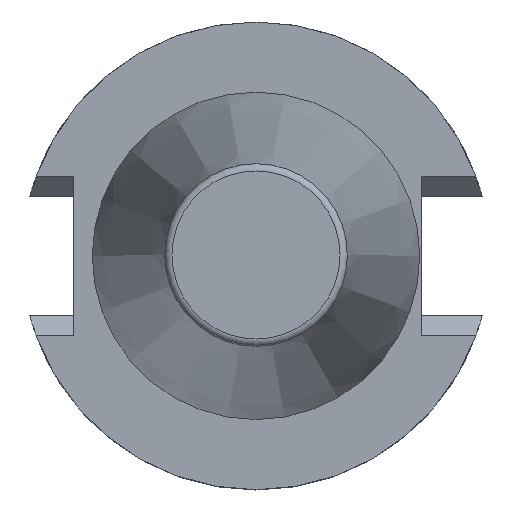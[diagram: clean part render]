
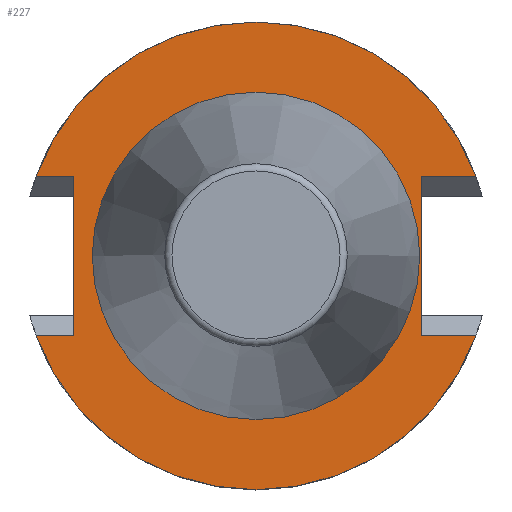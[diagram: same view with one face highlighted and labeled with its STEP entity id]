
A CAD part, top view. The second image highlights one B-rep face of the part: STEP entity #227.
In plain terms, the highlighted planar face has unit normal (0, 0, 1).
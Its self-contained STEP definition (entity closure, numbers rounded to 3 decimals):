
#50=PLANE('',#807);
#107=LINE('',#1223,#152);
#110=LINE('',#1228,#155);
#112=LINE('',#1232,#157);
#113=LINE('',#1234,#158);
#124=LINE('',#1255,#169);
#125=LINE('',#1257,#170);
#152=VECTOR('',#961,1.);
#155=VECTOR('',#966,1.);
#157=VECTOR('',#970,1.);
#158=VECTOR('',#973,1.);
#169=VECTOR('',#992,1.);
#170=VECTOR('',#995,1.);
#227=ADVANCED_FACE('CU_FL_SU_5',(#261,#262),#50,.F.);
#261=FACE_BOUND('',#318,.T.);
#262=FACE_BOUND('',#319,.T.);
#318=EDGE_LOOP('',(#493));
#319=EDGE_LOOP('',(#494,#495,#496,#497,#498,#499,#500,#501));
#493=ORIENTED_EDGE('',*,*,#673,.F.);
#494=ORIENTED_EDGE('',*,*,#671,.T.);
#495=ORIENTED_EDGE('',*,*,#672,.T.);
#496=ORIENTED_EDGE('',*,*,#660,.T.);
#497=ORIENTED_EDGE('',*,*,#601,.F.);
#498=ORIENTED_EDGE('',*,*,#659,.F.);
#499=ORIENTED_EDGE('',*,*,#657,.F.);
#500=ORIENTED_EDGE('',*,*,#654,.F.);
#501=ORIENTED_EDGE('',*,*,#651,.F.);
#534=VERTEX_POINT('',#1078);
#536=VERTEX_POINT('',#1081);
#572=VERTEX_POINT('',#1217);
#573=VERTEX_POINT('',#1219);
#574=VERTEX_POINT('',#1224);
#575=VERTEX_POINT('',#1229);
#576=VERTEX_POINT('',#1235);
#581=VERTEX_POINT('',#1254);
#582=VERTEX_POINT('',#1260);
#601=EDGE_CURVE('',#534,#536,#690,.T.);
#651=EDGE_CURVE('',#572,#573,#705,.T.);
#654=EDGE_CURVE('',#573,#574,#107,.T.);
#657=EDGE_CURVE('',#574,#575,#110,.T.);
#659=EDGE_CURVE('',#575,#534,#112,.T.);
#660=EDGE_CURVE('',#576,#536,#113,.T.);
#671=EDGE_CURVE('',#572,#581,#124,.T.);
#672=EDGE_CURVE('',#581,#576,#125,.T.);
#673=EDGE_CURVE('',#582,#582,#706,.T.);
#690=CIRCLE('',#762,31.75);
#705=CIRCLE('',#794,31.75);
#706=CIRCLE('',#806,21.925);
#762=AXIS2_PLACEMENT_3D('',#1080,#865,#866);
#794=AXIS2_PLACEMENT_3D('',#1218,#954,#955);
#806=AXIS2_PLACEMENT_3D('',#1259,#998,#999);
#807=AXIS2_PLACEMENT_3D('',#1261,#1000,#1001);
#865=DIRECTION('',(0.,0.,-1.));
#866=DIRECTION('',(-1.,0.,0.));
#954=DIRECTION('',(0.,0.,-1.));
#955=DIRECTION('',(-1.,0.,0.));
#961=DIRECTION('',(1.,0.,0.));
#966=DIRECTION('',(0.,1.,0.));
#970=DIRECTION('',(-1.,0.,0.));
#973=DIRECTION('',(1.,0.,0.));
#992=DIRECTION('',(-1.,0.,0.));
#995=DIRECTION('',(0.,1.,0.));
#998=DIRECTION('',(0.,0.,1.));
#999=DIRECTION('',(-1.,0.,0.));
#1000=DIRECTION('',(0.,0.,-1.));
#1001=DIRECTION('',(-1.,0.,0.));
#1078=CARTESIAN_POINT('',(-29.859,10.795,-1.));
#1080=CARTESIAN_POINT('',(0.,0.,-1.));
#1081=CARTESIAN_POINT('',(29.859,10.795,-1.));
#1217=CARTESIAN_POINT('',(29.859,-10.795,-1.));
#1218=CARTESIAN_POINT('',(0.,0.,-1.));
#1219=CARTESIAN_POINT('',(-29.859,-10.795,-1.));
#1223=CARTESIAN_POINT('',(0.,-10.795,-1.));
#1224=CARTESIAN_POINT('',(-24.82,-10.795,-1.));
#1228=CARTESIAN_POINT('',(-24.82,21.925,-1.));
#1229=CARTESIAN_POINT('',(-24.82,10.795,-1.));
#1232=CARTESIAN_POINT('',(0.,10.795,-1.));
#1234=CARTESIAN_POINT('',(0.,10.795,-1.));
#1235=CARTESIAN_POINT('',(22.42,10.795,-1.));
#1254=CARTESIAN_POINT('',(22.42,-10.795,-1.));
#1255=CARTESIAN_POINT('',(0.,-10.795,-1.));
#1257=CARTESIAN_POINT('',(22.42,21.925,-1.));
#1259=CARTESIAN_POINT('',(0.,0.,-1.));
#1260=CARTESIAN_POINT('',(-21.925,0.,-1.));
#1261=CARTESIAN_POINT('',(0.,21.925,-1.));
